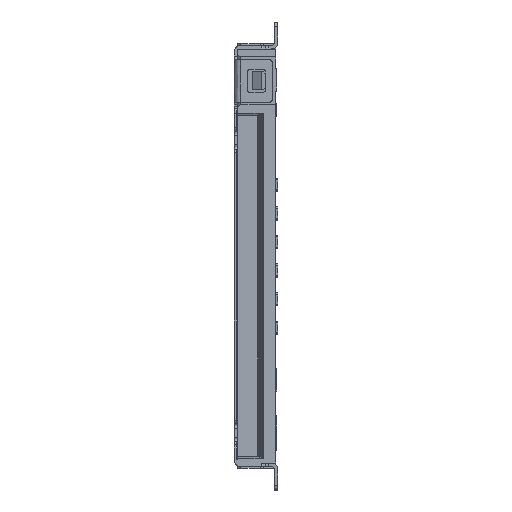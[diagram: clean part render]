
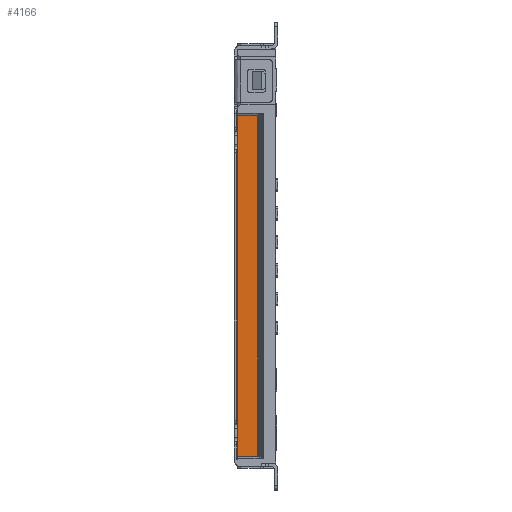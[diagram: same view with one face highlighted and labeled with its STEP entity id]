
A CAD part, left-side view. The second image highlights one B-rep face of the part: STEP entity #4166.
In plain terms, the highlighted free-form (B-spline) face has degree [1, 1] with [2, 2] control points.
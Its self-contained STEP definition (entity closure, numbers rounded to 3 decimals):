
#64 = ORIENTED_EDGE ( 'NONE', *, *, #13185, .T. ) ;
#391 = CARTESIAN_POINT ( 'NONE',  ( 1., 1.75, 6.25 ) ) ;
#496 = VERTEX_POINT ( 'NONE', #19520 ) ;
#2309 = ORIENTED_EDGE ( 'NONE', *, *, #11221, .F. ) ;
#2932 = CARTESIAN_POINT ( 'NONE',  ( 1., 0.85, 6.25 ) ) ;
#3326 = CARTESIAN_POINT ( 'NONE',  ( 1., 1.75, -8.9 ) ) ;
#4166 = ADVANCED_FACE ( 'NONE', ( #12516 ), #14452, .F. ) ;
#4581 = EDGE_LOOP ( 'NONE', ( #18961, #2309, #18986, #64 ) ) ;
#7919 = CARTESIAN_POINT ( 'NONE',  ( 1., 0.85, -8.9 ) ) ;
#8138 = CARTESIAN_POINT ( 'NONE',  ( 1., 1.75, -8.9 ) ) ;
#8230 = EDGE_CURVE ( 'NONE', #20866, #8335, #14517, .T. ) ;
#8335 = VERTEX_POINT ( 'NONE', #25356 ) ;
#11221 = EDGE_CURVE ( 'NONE', #14208, #8335, #14559, .T. ) ;
#11467 = EDGE_CURVE ( 'NONE', #14208, #496, #15242, .T. ) ;
#11559 = CARTESIAN_POINT ( 'NONE',  ( 1., 1.75, -8.9 ) ) ;
#12516 = FACE_OUTER_BOUND ( 'NONE', #4581, .T. ) ;
#13185 = EDGE_CURVE ( 'NONE', #496, #20866, #19814, .T. ) ;
#13292 = CARTESIAN_POINT ( 'NONE',  ( 1., 0.85, -8.9 ) ) ;
#14208 = VERTEX_POINT ( 'NONE', #16234 ) ;
#14452 = B_SPLINE_SURFACE_WITH_KNOTS ( 'NONE', 1, 1, ( 
 ( #15245, #21303 ),
 ( #13292, #11559 ) ),
 .UNSPECIFIED., .F., .F., .F.,
 ( 2, 2 ),
 ( 2, 2 ),
 ( 0., 1. ),
 ( 0., 1. ),
 .UNSPECIFIED. ) ;
#14517 = B_SPLINE_CURVE_WITH_KNOTS ( 'NONE', 1,
 ( #3326, #21119 ),
 .UNSPECIFIED., .F., .F.,
 ( 2, 2 ),
 ( 0., 1. ),
 .UNSPECIFIED. ) ;
#14559 = B_SPLINE_CURVE_WITH_KNOTS ( 'NONE', 1,
 ( #21439, #7919 ),
 .UNSPECIFIED., .F., .F.,
 ( 2, 2 ),
 ( 0., 1. ),
 .UNSPECIFIED. ) ;
#15242 = B_SPLINE_CURVE_WITH_KNOTS ( 'NONE', 1,
 ( #2932, #17011 ),
 .UNSPECIFIED., .F., .F.,
 ( 2, 2 ),
 ( 0., 1. ),
 .UNSPECIFIED. ) ;
#15245 = CARTESIAN_POINT ( 'NONE',  ( 1., 0.85, 6.25 ) ) ;
#16234 = CARTESIAN_POINT ( 'NONE',  ( 1., 0.85, 6.25 ) ) ;
#17011 = CARTESIAN_POINT ( 'NONE',  ( 1., 1.75, 6.25 ) ) ;
#18961 = ORIENTED_EDGE ( 'NONE', *, *, #8230, .T. ) ;
#18986 = ORIENTED_EDGE ( 'NONE', *, *, #11467, .T. ) ;
#19520 = CARTESIAN_POINT ( 'NONE',  ( 1., 1.75, 6.25 ) ) ;
#19814 = B_SPLINE_CURVE_WITH_KNOTS ( 'NONE', 1,
 ( #391, #8138 ),
 .UNSPECIFIED., .F., .F.,
 ( 2, 2 ),
 ( 0., 1. ),
 .UNSPECIFIED. ) ;
#20866 = VERTEX_POINT ( 'NONE', #22202 ) ;
#21119 = CARTESIAN_POINT ( 'NONE',  ( 1., 0.85, -8.9 ) ) ;
#21303 = CARTESIAN_POINT ( 'NONE',  ( 1., 1.75, 6.25 ) ) ;
#21439 = CARTESIAN_POINT ( 'NONE',  ( 1., 0.85, 6.25 ) ) ;
#22202 = CARTESIAN_POINT ( 'NONE',  ( 1., 1.75, -8.9 ) ) ;
#25356 = CARTESIAN_POINT ( 'NONE',  ( 1., 0.85, -8.9 ) ) ;
